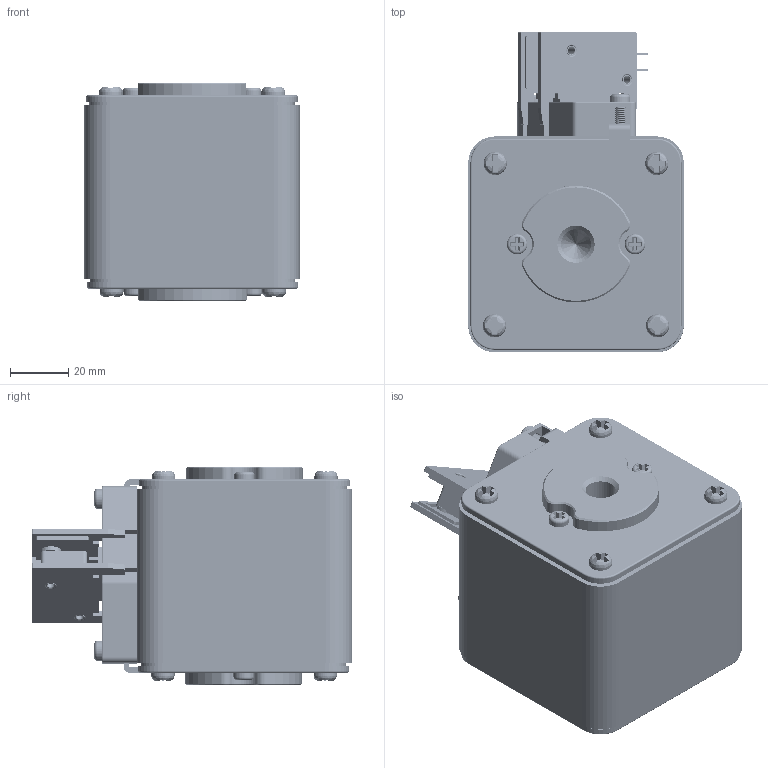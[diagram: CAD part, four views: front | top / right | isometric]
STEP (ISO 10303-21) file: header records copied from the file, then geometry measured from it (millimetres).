
FILE_DESCRIPTION(/* description */ (''),/* implementation_level */ '2;1');
FILE_NAME(/* name */ 'CDRSM-800.prt.stp',/* time_stamp */ '2025-03-14T15:14:46+08:00',/* author */ (''),/* organization */ (''),/* preprocessor_version */ 'ST-DEVELOPER v16',/* originating_system */ 'SIEMENS PLM Software NX 10.0',/* authorisation */ '');
FILE_SCHEMA (('CONFIG_CONTROL_DESIGN'));
Products named in the file (1): CDRSM-800
Bounding box: 74 x 110 x 75 mm (x, y, z)
Volume: 248690.1 mm3; surface area: 116323.5 mm2
Topology: 32 solids, 32 shells, 1305 faces, 3497 edges, 2300 vertices
Faces by surface type: plane 668, cylinder 457, bspline 78, cone 69, torus 33
Full cylindrical faces by diameter (mm): 1 x1, 1.3 x112, 2.6 x2, 3 x3, 3.2 x1, 3.3 x4, 3.5 x10, 4 x1, 4.3 x4, 5 x22, 5.5 x10, 7 x6, 8 x8, 9.5 x1, 10 x2, 10.3 x2, 14 x3, 16 x1, 20 x1, 50 x2
Entity records: 159420 total; most frequent: CARTESIAN_POINT 128004, ORIENTED_EDGE 6276, DIRECTION 6141, EDGE_CURVE 3138, AXIS2_PLACEMENT_3D 2259, VERTEX_POINT 2221, EDGE_LOOP 1933, LINE 1623
